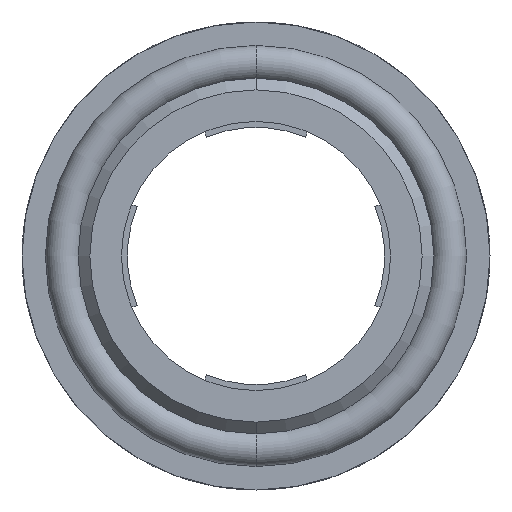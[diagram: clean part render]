
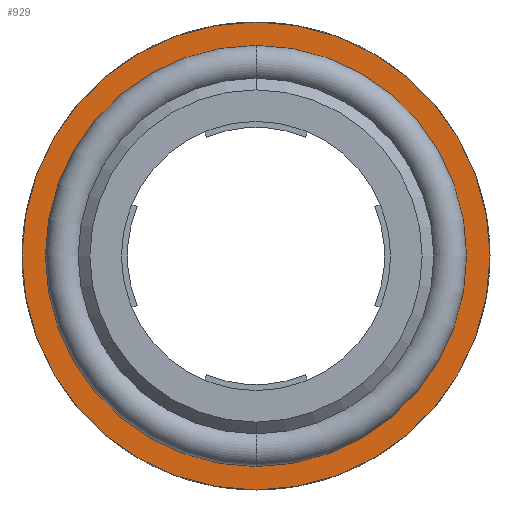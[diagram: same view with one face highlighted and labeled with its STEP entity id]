
A CAD part, front view. The second image highlights one B-rep face of the part: STEP entity #929.
In plain terms, the highlighted planar face has unit normal (0, -1, 0).
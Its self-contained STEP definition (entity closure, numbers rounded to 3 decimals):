
#28 = ORIENTED_EDGE ( 'NONE', *, *, #869, .F. ) ;
#30 = ORIENTED_EDGE ( 'NONE', *, *, #253, .T. ) ;
#31 = ORIENTED_EDGE ( 'NONE', *, *, #2024, .T. ) ;
#32 = ORIENTED_EDGE ( 'NONE', *, *, #252, .F. ) ;
#58 = VERTEX_POINT ( 'NONE', #343 ) ;
#60 = VERTEX_POINT ( 'NONE', #341 ) ;
#111 = VERTEX_POINT ( 'NONE', #293 ) ;
#112 = VERTEX_POINT ( 'NONE', #292 ) ;
#252 = EDGE_CURVE ( 'NONE', #112, #111, #1066, .T. ) ;
#253 = EDGE_CURVE ( 'NONE', #60, #58, #1067, .T. ) ;
#292 = CARTESIAN_POINT ( 'NONE',  ( 0., 1.148, -10. ) ) ;
#293 = CARTESIAN_POINT ( 'NONE',  ( 0., 1.148, 10. ) ) ;
#341 = CARTESIAN_POINT ( 'NONE',  ( 0., 1.148, -8.624 ) ) ;
#343 = CARTESIAN_POINT ( 'NONE',  ( 0., 1.148, 8.624 ) ) ;
#357 = EDGE_LOOP ( 'NONE', ( #30, #31 ) ) ;
#358 = EDGE_LOOP ( 'NONE', ( #28, #32 ) ) ;
#494 = AXIS2_PLACEMENT_3D ( 'NONE', #1441, #1440, #1439 ) ;
#501 = AXIS2_PLACEMENT_3D ( 'NONE', #1444, #1443, #1442 ) ;
#563 = CARTESIAN_POINT ( 'NONE',  ( 0., 1.148, 0. ) ) ;
#564 = DIRECTION ( 'NONE',  ( 0., 1., 0. ) ) ;
#565 = DIRECTION ( 'NONE',  ( 0., 0., 1. ) ) ;
#666 = AXIS2_PLACEMENT_3D ( 'NONE', #2266, #2267, #2268 ) ;
#668 = FACE_OUTER_BOUND ( 'NONE', #358, .T. ) ;
#672 = FACE_BOUND ( 'NONE', #357, .T. ) ;
#869 = EDGE_CURVE ( 'NONE', #111, #112, #1084, .T. ) ;
#929 = ADVANCED_FACE ( 'NONE', ( #672, #668 ), #2265, .F. ) ;
#1037 = CIRCLE ( 'NONE', #1649, 8.624 ) ;
#1066 = CIRCLE ( 'NONE', #501, 10. ) ;
#1067 = CIRCLE ( 'NONE', #494, 8.624 ) ;
#1084 = CIRCLE ( 'NONE', #1453, 10. ) ;
#1439 = DIRECTION ( 'NONE',  ( 0., 0., 1. ) ) ;
#1440 = DIRECTION ( 'NONE',  ( 0., 1., 0. ) ) ;
#1441 = CARTESIAN_POINT ( 'NONE',  ( 0., 1.148, 0. ) ) ;
#1442 = DIRECTION ( 'NONE',  ( 0., 0., 1. ) ) ;
#1443 = DIRECTION ( 'NONE',  ( 0., 1., 0. ) ) ;
#1444 = CARTESIAN_POINT ( 'NONE',  ( 0., 1.148, 0. ) ) ;
#1453 = AXIS2_PLACEMENT_3D ( 'NONE', #2059, #2060, #2061 ) ;
#1649 = AXIS2_PLACEMENT_3D ( 'NONE', #563, #564, #565 ) ;
#2024 = EDGE_CURVE ( 'NONE', #58, #60, #1037, .T. ) ;
#2059 = CARTESIAN_POINT ( 'NONE',  ( 0., 1.148, 0. ) ) ;
#2060 = DIRECTION ( 'NONE',  ( 0., 1., 0. ) ) ;
#2061 = DIRECTION ( 'NONE',  ( 0., 0., 1. ) ) ;
#2265 = PLANE ( 'NONE',  #666 ) ;
#2266 = CARTESIAN_POINT ( 'NONE',  ( 10., 1.148, 0. ) ) ;
#2267 = DIRECTION ( 'NONE',  ( 0., 1., 0. ) ) ;
#2268 = DIRECTION ( 'NONE',  ( 0., 0., 1. ) ) ;
